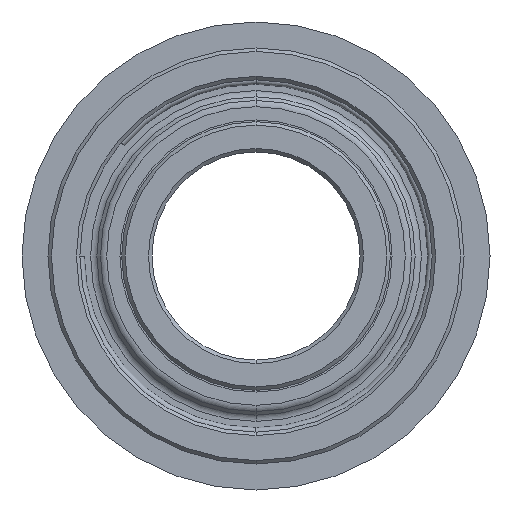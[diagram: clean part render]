
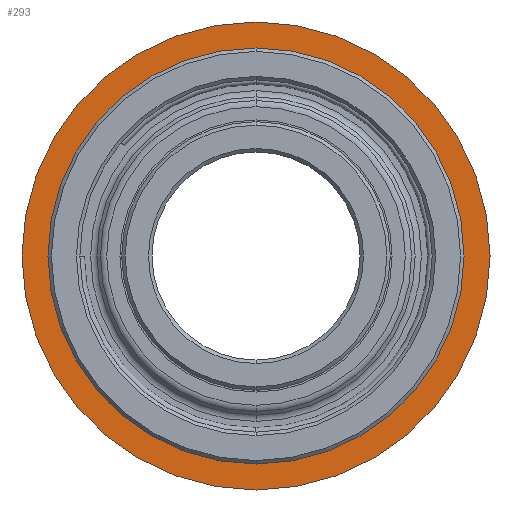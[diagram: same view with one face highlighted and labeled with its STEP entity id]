
A CAD part, front view. The second image highlights one B-rep face of the part: STEP entity #293.
In plain terms, the highlighted planar face has unit normal (0, -1, 0).
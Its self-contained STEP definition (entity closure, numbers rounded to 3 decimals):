
#79 = PLANE ( 'NONE',  #2026 ) ;
#239 = CIRCLE ( 'NONE', #626, 6.75 ) ;
#261 = ORIENTED_EDGE ( 'NONE', *, *, #1659, .T. ) ;
#293 = ADVANCED_FACE ( 'NONE', ( #1840, #1599 ), #79, .F. ) ;
#306 = EDGE_CURVE ( 'NONE', #676, #1751, #2079, .T. ) ;
#363 = DIRECTION ( 'NONE',  ( 0., 1., 0. ) ) ;
#372 = DIRECTION ( 'NONE',  ( 0., 0., 1. ) ) ;
#432 = CARTESIAN_POINT ( 'NONE',  ( 0., 3.2, 0. ) ) ;
#462 = ORIENTED_EDGE ( 'NONE', *, *, #952, .T. ) ;
#469 = AXIS2_PLACEMENT_3D ( 'NONE', #495, #840, #1877 ) ;
#495 = CARTESIAN_POINT ( 'NONE',  ( 0., 3.2, 0. ) ) ;
#610 = DIRECTION ( 'NONE',  ( 0., 1., 0. ) ) ;
#626 = AXIS2_PLACEMENT_3D ( 'NONE', #727, #363, #372 ) ;
#666 = VERTEX_POINT ( 'NONE', #1075 ) ;
#675 = AXIS2_PLACEMENT_3D ( 'NONE', #2094, #893, #1564 ) ;
#676 = VERTEX_POINT ( 'NONE', #1265 ) ;
#677 = CIRCLE ( 'NONE', #675, 5.8 ) ;
#727 = CARTESIAN_POINT ( 'NONE',  ( 0., 3.2, 0. ) ) ;
#768 = DIRECTION ( 'NONE',  ( 0., 0., 1. ) ) ;
#840 = DIRECTION ( 'NONE',  ( 0., 1., 0. ) ) ;
#893 = DIRECTION ( 'NONE',  ( 0., 1., 0. ) ) ;
#941 = CARTESIAN_POINT ( 'NONE',  ( 0., 3.2, 0. ) ) ;
#952 = EDGE_CURVE ( 'NONE', #666, #1391, #1527, .T. ) ;
#959 = DIRECTION ( 'NONE',  ( 0., 0., 1. ) ) ;
#1075 = CARTESIAN_POINT ( 'NONE',  ( 0., 3.2, 5.8 ) ) ;
#1260 = EDGE_CURVE ( 'NONE', #1751, #676, #239, .T. ) ;
#1265 = CARTESIAN_POINT ( 'NONE',  ( 0., 3.2, -6.75 ) ) ;
#1300 = AXIS2_PLACEMENT_3D ( 'NONE', #941, #610, #959 ) ;
#1308 = EDGE_LOOP ( 'NONE', ( #1642, #1415 ) ) ;
#1391 = VERTEX_POINT ( 'NONE', #1480 ) ;
#1415 = ORIENTED_EDGE ( 'NONE', *, *, #1260, .F. ) ;
#1435 = CARTESIAN_POINT ( 'NONE',  ( 0., 3.2, 6.75 ) ) ;
#1442 = EDGE_LOOP ( 'NONE', ( #462, #261 ) ) ;
#1480 = CARTESIAN_POINT ( 'NONE',  ( 0., 3.2, -5.8 ) ) ;
#1527 = CIRCLE ( 'NONE', #469, 5.8 ) ;
#1564 = DIRECTION ( 'NONE',  ( 0., 0., 1. ) ) ;
#1599 = FACE_BOUND ( 'NONE', #1442, .T. ) ;
#1642 = ORIENTED_EDGE ( 'NONE', *, *, #306, .F. ) ;
#1659 = EDGE_CURVE ( 'NONE', #1391, #666, #677, .T. ) ;
#1751 = VERTEX_POINT ( 'NONE', #1435 ) ;
#1840 = FACE_OUTER_BOUND ( 'NONE', #1308, .T. ) ;
#1877 = DIRECTION ( 'NONE',  ( 0., 0., 1. ) ) ;
#1983 = DIRECTION ( 'NONE',  ( 0., 1., 0. ) ) ;
#2026 = AXIS2_PLACEMENT_3D ( 'NONE', #432, #1983, #768 ) ;
#2079 = CIRCLE ( 'NONE', #1300, 6.75 ) ;
#2094 = CARTESIAN_POINT ( 'NONE',  ( 0., 3.2, 0. ) ) ;
